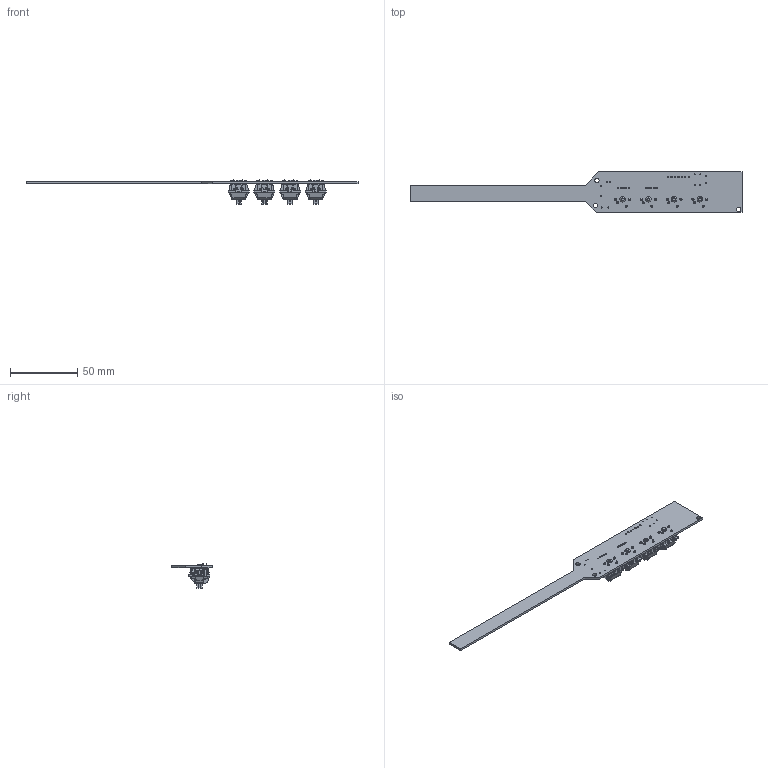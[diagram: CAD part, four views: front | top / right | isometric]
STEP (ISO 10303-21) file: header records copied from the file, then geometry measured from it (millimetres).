
FILE_DESCRIPTION(('KiCad electronic assembly'),'2;1');
FILE_NAME('ESP32_MIDI_WAND.step','2025-06-25T17:05:13',('Pcbnew'),( 'Kicad'),'Open CASCADE STEP processor 7.7','KiCad to STEP converter' ,'Unknown');
FILE_SCHEMA(('AUTOMOTIVE_DESIGN { 1 0 10303 214 1 1 1 1 }'));
Length unit declared in the file: millimetre
Products named in the file (4): ESP32_MIDI_WAND 1; silent_alpaca; ESP32_MIDI_Summer25_Wand_PCB
Assembly tree (6 placements, depth 3):
  ESP32_MIDI_WAND 1
    silent_alpaca  x4
      silent_alpaca
    ESP32_MIDI_Summer25_Wand_PCB
Bounding box: 246 x 30 x 18.4 mm (x, y, z)
Volume: 12136.8 mm3; surface area: 24137.3 mm2
Topology: 33 solids, 33 shells, 3766 faces, 10464 edges, 6784 vertices
Faces by surface type: plane 2894, cylinder 616, bspline 168, torus 40, cone 28, sphere 16, extrusion 4
Full cylindrical faces by diameter (mm): 0.7 x6, 0.8 x6, 1 x25, 1.3 x4, 1.5 x8, 1.7 x8, 1.9 x4, 2 x4, 3.2 x3, 3.8 x4, 4 x4
Entity records: 37303 total; most frequent: CARTESIAN_POINT 11624, ORIENTED_EDGE 5494, DIRECTION 4965, EDGE_CURVE 2747, VECTOR 2205, LINE 2204, VERTEX_POINT 1786, AXIS2_PLACEMENT_3D 1380
